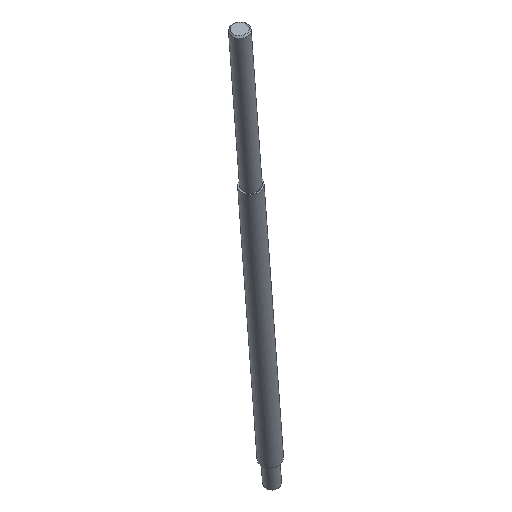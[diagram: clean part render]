
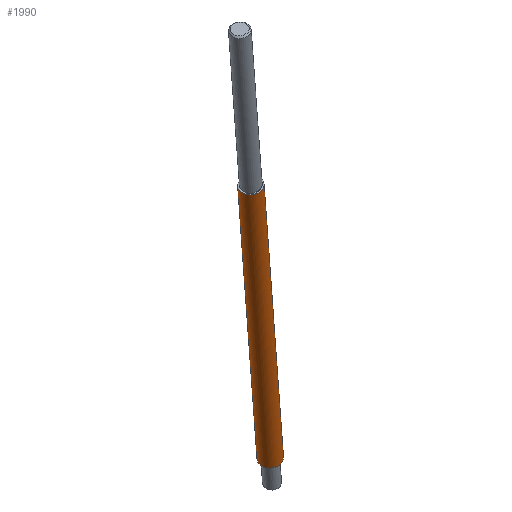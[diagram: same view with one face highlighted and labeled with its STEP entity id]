
A CAD part, front view. The second image highlights one B-rep face of the part: STEP entity #1990.
In plain terms, the highlighted cylindrical face has radius 7 mm (diameter 14 mm), a partial arc.
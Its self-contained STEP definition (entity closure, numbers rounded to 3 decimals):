
#740=CARTESIAN_POINT('',(30.,105.,-185.));
#750=DIRECTION('',(0.,0.,1.));
#760=DIRECTION('',(1.,0.,0.));
#770=AXIS2_PLACEMENT_3D('',#740,#750,#760);
#780=CIRCLE('',#770,7.);
#790=CARTESIAN_POINT('',(37.,105.,-185.));
#800=VERTEX_POINT('',#790);
#810=CARTESIAN_POINT('',(23.,105.,-185.));
#820=VERTEX_POINT('',#810);
#850=EDGE_CURVE('',#820,#800,#780,.T.);
#1680=CARTESIAN_POINT('',(30.,105.,-185.5));
#1690=DIRECTION('',(0.,0.,1.));
#1700=DIRECTION('',(1.,0.,0.));
#1710=AXIS2_PLACEMENT_3D('',#1680,#1690,#1700);
#1720=CYLINDRICAL_SURFACE('',#1710,7.);
#1730=CARTESIAN_POINT('',(23.,105.,-185.5));
#1740=DIRECTION('',(0.,0.,1.));
#1750=VECTOR('',#1740,1.);
#1760=LINE('',#1730,#1750);
#1770=CARTESIAN_POINT('',(23.,105.,25.));
#1780=VERTEX_POINT('',#1770);
#1790=EDGE_CURVE('',#820,#1780,#1760,.T.);
#1800=ORIENTED_EDGE('',*,*,#1790,.F.);
#1810=CARTESIAN_POINT('',(30.,105.,25.));
#1820=DIRECTION('',(0.,0.,1.));
#1830=DIRECTION('',(1.,0.,0.));
#1840=AXIS2_PLACEMENT_3D('',#1810,#1820,#1830);
#1850=CIRCLE('',#1840,7.);
#1860=CARTESIAN_POINT('',(37.,105.,25.));
#1870=VERTEX_POINT('',#1860);
#1880=EDGE_CURVE('',#1780,#1870,#1850,.T.);
#1890=ORIENTED_EDGE('',*,*,#1880,.F.);
#1900=CARTESIAN_POINT('',(37.,105.,-185.5));
#1910=DIRECTION('',(0.,0.,1.));
#1920=VECTOR('',#1910,1.);
#1930=LINE('',#1900,#1920);
#1940=EDGE_CURVE('',#800,#1870,#1930,.T.);
#1950=ORIENTED_EDGE('',*,*,#1940,.T.);
#1960=ORIENTED_EDGE('',*,*,#850,.T.);
#1970=EDGE_LOOP('',(#1960,#1950,#1890,#1800));
#1980=FACE_OUTER_BOUND('',#1970,.T.);
#1990=ADVANCED_FACE('',(#1980),#1720,.T.);
